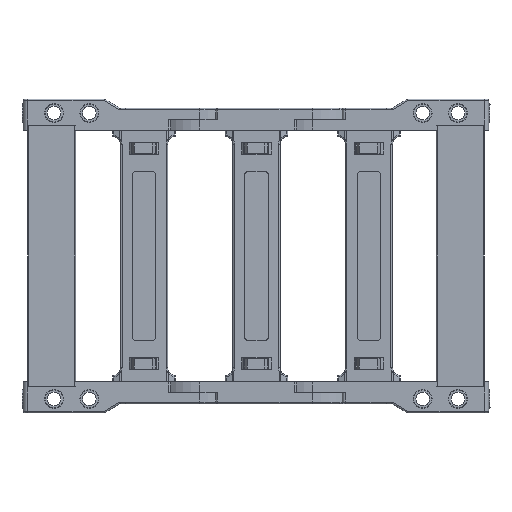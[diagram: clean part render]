
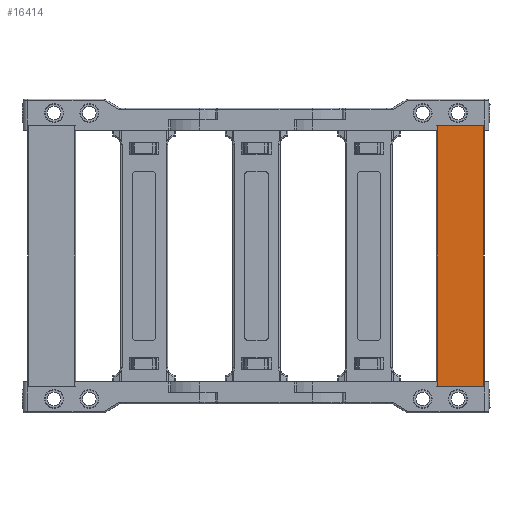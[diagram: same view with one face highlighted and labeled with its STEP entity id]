
A CAD part, front view. The second image highlights one B-rep face of the part: STEP entity #16414.
In plain terms, the highlighted planar face has unit normal (0, -1, 0).
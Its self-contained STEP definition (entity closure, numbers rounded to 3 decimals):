
#2219 = LINE ( 'NONE', #111996, #17271 ) ;
#3180 = LINE ( 'NONE', #92059, #18272 ) ;
#6738 = EDGE_CURVE ( 'NONE', #73619, #103904, #2219, .T. ) ;
#10071 = DIRECTION ( 'NONE',  ( -1., 0., 0. ) ) ;
#10826 = DIRECTION ( 'NONE',  ( 0., -1., 0. ) ) ;
#16414 = ADVANCED_FACE ( 'NONE', ( #89336 ), #18533, .T. ) ;
#17271 = VECTOR ( 'NONE', #112379, 1000. ) ;
#18272 = VECTOR ( 'NONE', #29745, 1000. ) ;
#18533 = PLANE ( 'NONE',  #25910 ) ;
#19664 = CARTESIAN_POINT ( 'NONE',  ( 43.967, -31., -90.98 ) ) ;
#25910 = AXIS2_PLACEMENT_3D ( 'NONE', #19664, #10826, #10071 ) ;
#29223 = LINE ( 'NONE', #69971, #47075 ) ;
#29745 = DIRECTION ( 'NONE',  ( 0., 0., -1. ) ) ;
#31724 = ORIENTED_EDGE ( 'NONE', *, *, #47394, .T. ) ;
#35531 = ORIENTED_EDGE ( 'NONE', *, *, #6738, .F. ) ;
#39622 = VERTEX_POINT ( 'NONE', #107743 ) ;
#44658 = LINE ( 'NONE', #99934, #80172 ) ;
#44715 = CARTESIAN_POINT ( 'NONE',  ( 73.628, -31., -10.48 ) ) ;
#46404 = VERTEX_POINT ( 'NONE', #51779 ) ;
#47075 = VECTOR ( 'NONE', #60794, 1000. ) ;
#47231 = DIRECTION ( 'NONE',  ( 0., 0., -1. ) ) ;
#47394 = EDGE_CURVE ( 'NONE', #39622, #46404, #29223, .T. ) ;
#51511 = EDGE_CURVE ( 'NONE', #103904, #46404, #3180, .T. ) ;
#51779 = CARTESIAN_POINT ( 'NONE',  ( 73.628, -31., -177.48 ) ) ;
#60794 = DIRECTION ( 'NONE',  ( 1., 0., 0. ) ) ;
#63902 = ORIENTED_EDGE ( 'NONE', *, *, #51511, .F. ) ;
#64699 = EDGE_LOOP ( 'NONE', ( #63902, #35531, #93111, #31724 ) ) ;
#66894 = EDGE_CURVE ( 'NONE', #73619, #39622, #44658, .T. ) ;
#69971 = CARTESIAN_POINT ( 'NONE',  ( 43.967, -31., -177.48 ) ) ;
#73619 = VERTEX_POINT ( 'NONE', #101024 ) ;
#80172 = VECTOR ( 'NONE', #47231, 1000. ) ;
#89336 = FACE_OUTER_BOUND ( 'NONE', #64699, .T. ) ;
#92059 = CARTESIAN_POINT ( 'NONE',  ( 73.628, -31., -90.98 ) ) ;
#93111 = ORIENTED_EDGE ( 'NONE', *, *, #66894, .T. ) ;
#99934 = CARTESIAN_POINT ( 'NONE',  ( 43.967, -31., -90.98 ) ) ;
#101024 = CARTESIAN_POINT ( 'NONE',  ( 43.967, -31., -10.48 ) ) ;
#103904 = VERTEX_POINT ( 'NONE', #44715 ) ;
#107743 = CARTESIAN_POINT ( 'NONE',  ( 43.967, -31., -177.48 ) ) ;
#111996 = CARTESIAN_POINT ( 'NONE',  ( 43.967, -31., -10.48 ) ) ;
#112379 = DIRECTION ( 'NONE',  ( 1., 0., 0. ) ) ;
